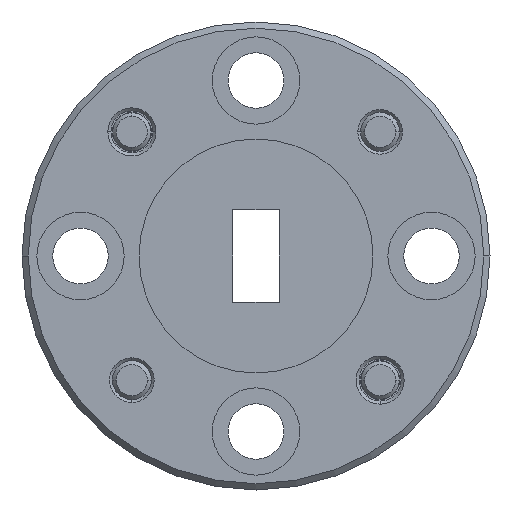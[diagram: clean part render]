
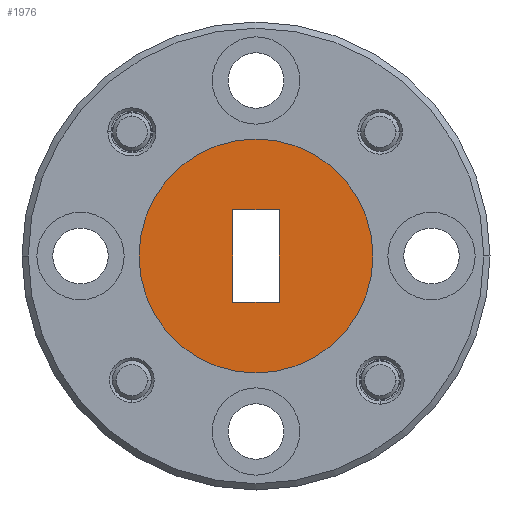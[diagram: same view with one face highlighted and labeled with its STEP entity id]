
A CAD part, left-side view. The second image highlights one B-rep face of the part: STEP entity #1976.
In plain terms, the highlighted planar face has unit normal (-1, 0, 0).
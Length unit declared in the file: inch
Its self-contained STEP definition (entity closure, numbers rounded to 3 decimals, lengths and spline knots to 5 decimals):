
#218 = DIRECTION ( 'NONE',  ( 0., 0., 1. ) ) ;
#269 = VERTEX_POINT ( 'NONE', #3570 ) ;
#349 = EDGE_CURVE ( 'NONE', #2247, #2970, #3308, .T. ) ;
#406 = VERTEX_POINT ( 'NONE', #4168 ) ;
#410 = DIRECTION ( 'NONE',  ( 1., 0., 0. ) ) ;
#496 = ORIENTED_EDGE ( 'NONE', *, *, #2854, .T. ) ;
#626 = CARTESIAN_POINT ( 'NONE',  ( 0., -0.1875, 0. ) ) ;
#745 = FACE_OUTER_BOUND ( 'NONE', #3135, .T. ) ;
#790 = DIRECTION ( 'NONE',  ( 0., -1., 0. ) ) ;
#1115 = AXIS2_PLACEMENT_3D ( 'NONE', #1898, #4211, #2240 ) ;
#1239 = ORIENTED_EDGE ( 'NONE', *, *, #349, .T. ) ;
#1264 = PLANE ( 'NONE',  #1115 ) ;
#1320 = ORIENTED_EDGE ( 'NONE', *, *, #3420, .F. ) ;
#1339 = EDGE_LOOP ( 'NONE', ( #496, #2079, #4106, #1239 ) ) ;
#1414 = CARTESIAN_POINT ( 'NONE',  ( 0., 0.037, 0.074 ) ) ;
#1437 = ORIENTED_EDGE ( 'NONE', *, *, #2720, .F. ) ;
#1550 = CARTESIAN_POINT ( 'NONE',  ( 0., -0.037, -0.074 ) ) ;
#1649 = VECTOR ( 'NONE', #218, 39.37008 ) ;
#1697 = CARTESIAN_POINT ( 'NONE',  ( 0., 0., 0. ) ) ;
#1826 = DIRECTION ( 'NONE',  ( 0., 1., 0. ) ) ;
#1898 = CARTESIAN_POINT ( 'NONE',  ( 0., 0., 0. ) ) ;
#1976 = ADVANCED_FACE ( 'NONE', ( #3281, #745 ), #1264, .T. ) ;
#2010 = LINE ( 'NONE', #3805, #2811 ) ;
#2018 = DIRECTION ( 'NONE',  ( 0., 1., 0. ) ) ;
#2079 = ORIENTED_EDGE ( 'NONE', *, *, #3014, .T. ) ;
#2127 = CIRCLE ( 'NONE', #3588, 0.1875 ) ;
#2240 = DIRECTION ( 'NONE',  ( 0., -1., 0. ) ) ;
#2247 = VERTEX_POINT ( 'NONE', #3692 ) ;
#2325 = EDGE_CURVE ( 'NONE', #3786, #2247, #2010, .T. ) ;
#2367 = CARTESIAN_POINT ( 'NONE',  ( 0., 0., 0. ) ) ;
#2585 = LINE ( 'NONE', #4060, #4229 ) ;
#2702 = DIRECTION ( 'NONE',  ( 0., 1., 0. ) ) ;
#2720 = EDGE_CURVE ( 'NONE', #406, #4196, #2127, .T. ) ;
#2743 = DIRECTION ( 'NONE',  ( 0., 0., -1. ) ) ;
#2811 = VECTOR ( 'NONE', #1826, 39.37008 ) ;
#2854 = EDGE_CURVE ( 'NONE', #2970, #269, #2585, .T. ) ;
#2949 = LINE ( 'NONE', #3402, #3616 ) ;
#2970 = VERTEX_POINT ( 'NONE', #1414 ) ;
#3014 = EDGE_CURVE ( 'NONE', #269, #3786, #2949, .T. ) ;
#3135 = EDGE_LOOP ( 'NONE', ( #1437, #1320 ) ) ;
#3159 = CIRCLE ( 'NONE', #3994, 0.1875 ) ;
#3281 = FACE_BOUND ( 'NONE', #1339, .T. ) ;
#3308 = LINE ( 'NONE', #4141, #1649 ) ;
#3402 = CARTESIAN_POINT ( 'NONE',  ( 0., -0.037, 0. ) ) ;
#3420 = EDGE_CURVE ( 'NONE', #4196, #406, #3159, .T. ) ;
#3570 = CARTESIAN_POINT ( 'NONE',  ( 0., -0.037, 0.074 ) ) ;
#3588 = AXIS2_PLACEMENT_3D ( 'NONE', #1697, #4000, #2018 ) ;
#3616 = VECTOR ( 'NONE', #2743, 39.37008 ) ;
#3692 = CARTESIAN_POINT ( 'NONE',  ( 0., 0.037, -0.074 ) ) ;
#3786 = VERTEX_POINT ( 'NONE', #1550 ) ;
#3805 = CARTESIAN_POINT ( 'NONE',  ( 0., 0., -0.074 ) ) ;
#3994 = AXIS2_PLACEMENT_3D ( 'NONE', #2367, #410, #2702 ) ;
#4000 = DIRECTION ( 'NONE',  ( 1., 0., 0. ) ) ;
#4060 = CARTESIAN_POINT ( 'NONE',  ( 0., 0., 0.074 ) ) ;
#4106 = ORIENTED_EDGE ( 'NONE', *, *, #2325, .T. ) ;
#4141 = CARTESIAN_POINT ( 'NONE',  ( 0., 0.037, 0. ) ) ;
#4168 = CARTESIAN_POINT ( 'NONE',  ( 0., 0.1875, 0. ) ) ;
#4196 = VERTEX_POINT ( 'NONE', #626 ) ;
#4211 = DIRECTION ( 'NONE',  ( -1., 0., 0. ) ) ;
#4229 = VECTOR ( 'NONE', #790, 39.37008 ) ;
